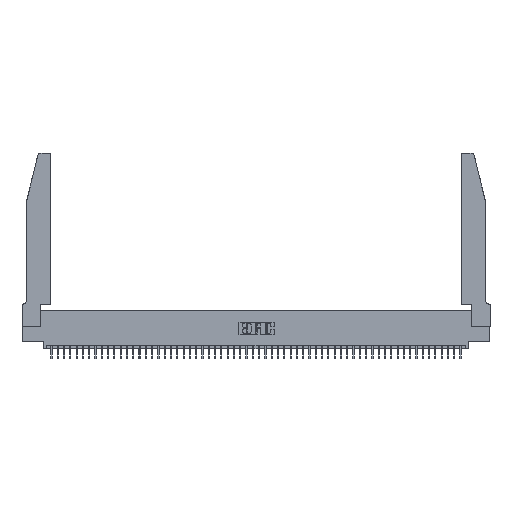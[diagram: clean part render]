
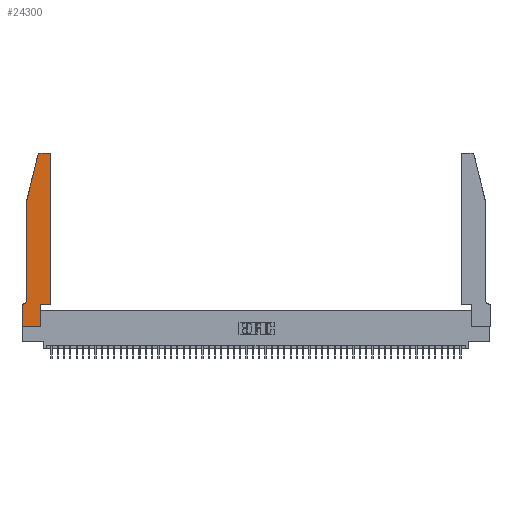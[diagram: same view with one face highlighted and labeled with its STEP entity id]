
A CAD part, top view. The second image highlights one B-rep face of the part: STEP entity #24300.
In plain terms, the highlighted planar face has unit normal (0, 0, 1).
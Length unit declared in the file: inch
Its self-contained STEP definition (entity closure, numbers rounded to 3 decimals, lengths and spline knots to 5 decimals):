
#973 = LINE ( 'NONE', #37759, #9355 ) ;
#1402 = LINE ( 'NONE', #32568, #44105 ) ;
#1413 = CARTESIAN_POINT ( 'NONE',  ( 0., 0., 0.37 ) ) ;
#2425 = ORIENTED_EDGE ( 'NONE', *, *, #31962, .T. ) ;
#4388 = EDGE_CURVE ( 'NONE', #27589, #48126, #44861, .T. ) ;
#4914 = CARTESIAN_POINT ( 'NONE',  ( 0., 0., 0.37 ) ) ;
#7144 = CARTESIAN_POINT ( 'NONE',  ( 0.0755, 0.35, 0.37 ) ) ;
#7269 = CARTESIAN_POINT ( 'NONE',  ( 0.4505, 2.72, 0.37 ) ) ;
#8080 = CARTESIAN_POINT ( 'NONE',  ( 0.0055, 0.35, 0.37 ) ) ;
#8491 = LINE ( 'NONE', #47691, #51220 ) ;
#8658 = DIRECTION ( 'NONE',  ( 0., 0., -1. ) ) ;
#8798 = DIRECTION ( 'NONE',  ( 0., 0., 1. ) ) ;
#9355 = VECTOR ( 'NONE', #21075, 39.37008 ) ;
#10184 = LINE ( 'NONE', #15960, #40634 ) ;
#10378 = VERTEX_POINT ( 'NONE', #14855 ) ;
#11293 = EDGE_CURVE ( 'NONE', #28833, #25443, #29152, .T. ) ;
#12467 = DIRECTION ( 'NONE',  ( 1., 0., 0. ) ) ;
#12551 = CIRCLE ( 'NONE', #29340, 0.07 ) ;
#14390 = DIRECTION ( 'NONE',  ( -1., 0., 0. ) ) ;
#14855 = CARTESIAN_POINT ( 'NONE',  ( 0.4205, 2.75, 0.37 ) ) ;
#14930 = LINE ( 'NONE', #7144, #27273 ) ;
#15709 = CARTESIAN_POINT ( 'NONE',  ( 0.4505, 0.35, 0.37 ) ) ;
#15960 = CARTESIAN_POINT ( 'NONE',  ( 0.4505, 0.35, 0.37 ) ) ;
#16155 = VECTOR ( 'NONE', #31841, 39.37008 ) ;
#16291 = VERTEX_POINT ( 'NONE', #50952 ) ;
#16387 = DIRECTION ( 'NONE',  ( 1., 0., 0. ) ) ;
#16609 = DIRECTION ( 'NONE',  ( -0.239, -0.971, 0. ) ) ;
#16884 = ORIENTED_EDGE ( 'NONE', *, *, #36784, .T. ) ;
#17048 = EDGE_CURVE ( 'NONE', #48126, #16291, #1402, .T. ) ;
#18441 = ORIENTED_EDGE ( 'NONE', *, *, #23490, .T. ) ;
#19103 = DIRECTION ( 'NONE',  ( 1., 0., 0. ) ) ;
#19282 = CARTESIAN_POINT ( 'NONE',  ( 0.2865, 0.35, 0.37 ) ) ;
#20068 = AXIS2_PLACEMENT_3D ( 'NONE', #37269, #20408, #12467 ) ;
#20111 = DIRECTION ( 'NONE',  ( 1., 0., 0. ) ) ;
#20408 = DIRECTION ( 'NONE',  ( 0., 0., 1. ) ) ;
#20594 = ORIENTED_EDGE ( 'NONE', *, *, #11293, .T. ) ;
#21075 = DIRECTION ( 'NONE',  ( 0., 1., 0. ) ) ;
#21137 = DIRECTION ( 'NONE',  ( -1., 0., 0. ) ) ;
#21216 = VERTEX_POINT ( 'NONE', #7269 ) ;
#21799 = ORIENTED_EDGE ( 'NONE', *, *, #47949, .T. ) ;
#22751 = ORIENTED_EDGE ( 'NONE', *, *, #30131, .T. ) ;
#22901 = AXIS2_PLACEMENT_3D ( 'NONE', #45542, #8798, #16387 ) ;
#23490 = EDGE_CURVE ( 'NONE', #24632, #23813, #10184, .T. ) ;
#23790 = CARTESIAN_POINT ( 'NONE',  ( 0.0755, 2., 0.37 ) ) ;
#23813 = VERTEX_POINT ( 'NONE', #38452 ) ;
#24300 = ADVANCED_FACE ( 'NONE', ( #39917 ), #33292, .T. ) ;
#24632 = VERTEX_POINT ( 'NONE', #19282 ) ;
#24995 = EDGE_CURVE ( 'NONE', #25443, #24632, #973, .T. ) ;
#25443 = VERTEX_POINT ( 'NONE', #40436 ) ;
#25769 = DIRECTION ( 'NONE',  ( 0., -1., 0. ) ) ;
#27273 = VECTOR ( 'NONE', #52356, 39.37008 ) ;
#27589 = VERTEX_POINT ( 'NONE', #50364 ) ;
#28833 = VERTEX_POINT ( 'NONE', #1413 ) ;
#29152 = LINE ( 'NONE', #39129, #16155 ) ;
#29340 = AXIS2_PLACEMENT_3D ( 'NONE', #33463, #8658, #21137 ) ;
#30131 = EDGE_CURVE ( 'NONE', #31235, #36766, #12551, .T. ) ;
#30149 = ORIENTED_EDGE ( 'NONE', *, *, #51040, .T. ) ;
#31235 = VERTEX_POINT ( 'NONE', #40431 ) ;
#31284 = CARTESIAN_POINT ( 'NONE',  ( 0.284, 2.72, 0.37 ) ) ;
#31841 = DIRECTION ( 'NONE',  ( 1., 0., 0. ) ) ;
#31962 = EDGE_CURVE ( 'NONE', #23813, #21216, #33061, .T. ) ;
#32568 = CARTESIAN_POINT ( 'NONE',  ( 0.0755, 2., 0.37 ) ) ;
#33061 = LINE ( 'NONE', #15709, #33755 ) ;
#33292 = PLANE ( 'NONE',  #20068 ) ;
#33381 = AXIS2_PLACEMENT_3D ( 'NONE', #31284, #43915, #19103 ) ;
#33463 = CARTESIAN_POINT ( 'NONE',  ( 0.0055, 0.42, 0.37 ) ) ;
#33755 = VECTOR ( 'NONE', #48825, 39.37008 ) ;
#34222 = LINE ( 'NONE', #23790, #51013 ) ;
#35092 = EDGE_LOOP ( 'NONE', ( #30149, #40957, #41701, #41407, #22751, #45414, #21799, #20594, #48532, #18441, #2425, #16884 ) ) ;
#35588 = DIRECTION ( 'NONE',  ( 0., -1., 0. ) ) ;
#36766 = VERTEX_POINT ( 'NONE', #8080 ) ;
#36784 = EDGE_CURVE ( 'NONE', #21216, #10378, #42725, .T. ) ;
#37269 = CARTESIAN_POINT ( 'NONE',  ( 0., 0.35, 0.37 ) ) ;
#37759 = CARTESIAN_POINT ( 'NONE',  ( 0.2865, 0.35, 0.37 ) ) ;
#38452 = CARTESIAN_POINT ( 'NONE',  ( 0.4505, 0.35, 0.37 ) ) ;
#39129 = CARTESIAN_POINT ( 'NONE',  ( 0., 0., 0.37 ) ) ;
#39917 = FACE_OUTER_BOUND ( 'NONE', #35092, .T. ) ;
#40431 = CARTESIAN_POINT ( 'NONE',  ( 0.0755, 0.42, 0.37 ) ) ;
#40436 = CARTESIAN_POINT ( 'NONE',  ( 0.2865, 0., 0.37 ) ) ;
#40634 = VECTOR ( 'NONE', #20111, 39.37008 ) ;
#40957 = ORIENTED_EDGE ( 'NONE', *, *, #4388, .T. ) ;
#41407 = ORIENTED_EDGE ( 'NONE', *, *, #47129, .T. ) ;
#41701 = ORIENTED_EDGE ( 'NONE', *, *, #17048, .T. ) ;
#42481 = LINE ( 'NONE', #4914, #49540 ) ;
#42725 = CIRCLE ( 'NONE', #22901, 0.03 ) ;
#42942 = CARTESIAN_POINT ( 'NONE',  ( 0.25487, 2.72718, 0.37 ) ) ;
#43915 = DIRECTION ( 'NONE',  ( 0., 0., 1. ) ) ;
#44105 = VECTOR ( 'NONE', #16609, 39.37008 ) ;
#44861 = CIRCLE ( 'NONE', #33381, 0.03 ) ;
#45414 = ORIENTED_EDGE ( 'NONE', *, *, #51238, .T. ) ;
#45542 = CARTESIAN_POINT ( 'NONE',  ( 0.4205, 2.72, 0.37 ) ) ;
#46263 = CARTESIAN_POINT ( 'NONE',  ( 0., 0.35, 0.37 ) ) ;
#47129 = EDGE_CURVE ( 'NONE', #16291, #31235, #34222, .T. ) ;
#47691 = CARTESIAN_POINT ( 'NONE',  ( 0.2605, 2.75, 0.37 ) ) ;
#47949 = EDGE_CURVE ( 'NONE', #49138, #28833, #42481, .T. ) ;
#48126 = VERTEX_POINT ( 'NONE', #42942 ) ;
#48532 = ORIENTED_EDGE ( 'NONE', *, *, #24995, .T. ) ;
#48825 = DIRECTION ( 'NONE',  ( 0., 1., 0. ) ) ;
#49138 = VERTEX_POINT ( 'NONE', #46263 ) ;
#49540 = VECTOR ( 'NONE', #25769, 39.37008 ) ;
#50364 = CARTESIAN_POINT ( 'NONE',  ( 0.284, 2.75, 0.37 ) ) ;
#50952 = CARTESIAN_POINT ( 'NONE',  ( 0.0755, 2., 0.37 ) ) ;
#51013 = VECTOR ( 'NONE', #35588, 39.37008 ) ;
#51040 = EDGE_CURVE ( 'NONE', #10378, #27589, #8491, .T. ) ;
#51220 = VECTOR ( 'NONE', #14390, 39.37008 ) ;
#51238 = EDGE_CURVE ( 'NONE', #36766, #49138, #14930, .T. ) ;
#52356 = DIRECTION ( 'NONE',  ( -1., 0., 0. ) ) ;
